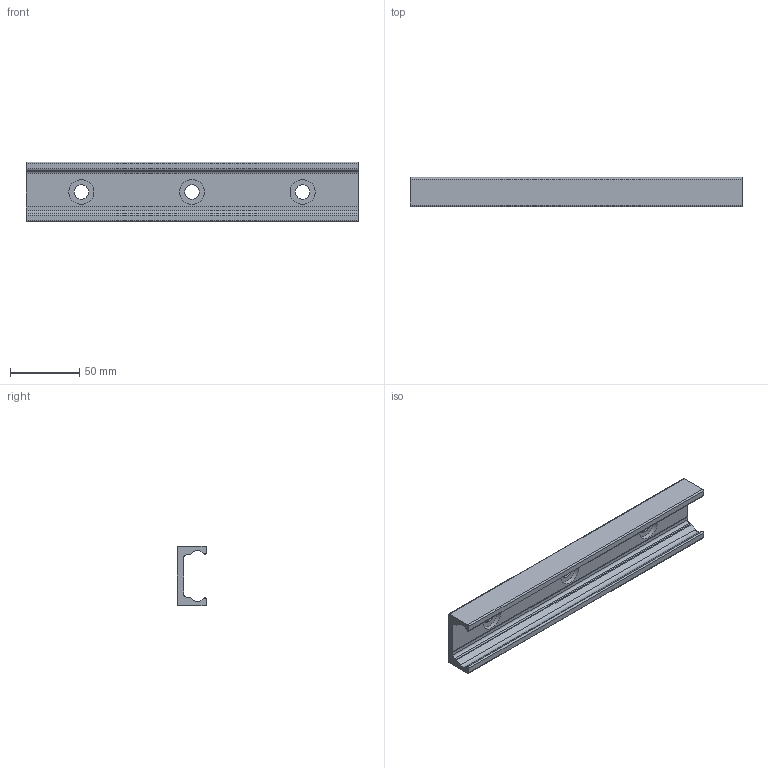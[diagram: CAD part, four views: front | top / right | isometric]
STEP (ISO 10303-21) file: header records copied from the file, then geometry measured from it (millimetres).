
FILE_DESCRIPTION((''),'2;1');
FILE_NAME('LCX 43-0240.C.stp','2016-04-28T09:19:06',('MRathmann'),(''),'Autodesk Inventor 2012','Autodesk Inventor 2012','');
FILE_SCHEMA(('CONFIG_CONTROL_DESIGN'));
Length unit declared in the file: millimetre
Products named in the file (1): LCX 43-0240.C
Bounding box: 240 x 21 x 43 mm (x, y, z)
Volume: 81002.6 mm3; surface area: 39090.9 mm2
Topology: 1 solids, 1 shells, 37 faces, 99 edges, 67 vertices
Faces by surface type: cylinder 19, plane 18
Full cylindrical faces by diameter (mm): 10.5 x3, 18 x3
Entity records: 1156 total; most frequent: DIRECTION 204, CARTESIAN_POINT 192, ORIENTED_EDGE 180, EDGE_CURVE 90, AXIS2_PLACEMENT_3D 76, VERTEX_POINT 64, EDGE_LOOP 52, VECTOR 52
